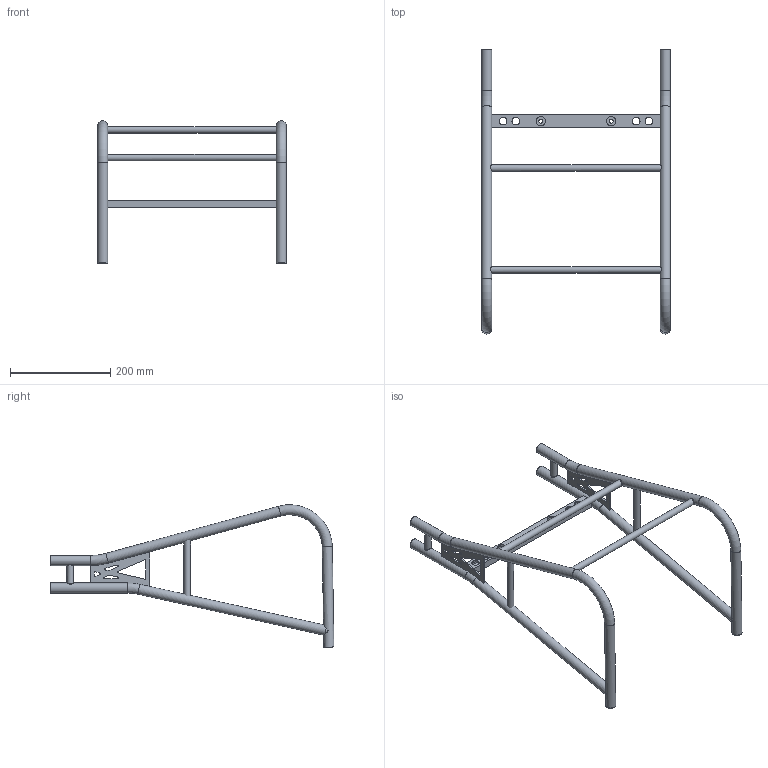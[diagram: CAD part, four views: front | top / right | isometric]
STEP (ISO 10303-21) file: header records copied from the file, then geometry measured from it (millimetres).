
FILE_DESCRIPTION(/* description */ (''),/* implementation_level */ '2;1');
FILE_NAME(/* name */ 'Bottom Main Frame.step',/* time_stamp */ '2023-10-27T10:38:43-04:00',/* author */ (''),/* organization */ (''),/* preprocessor_version */ 'ST-DEVELOPER v20',/* originating_system */ 'Autodesk Translation Framework v12.14.0.127',/* authorisation */ '');
FILE_SCHEMA (('AUTOMOTIVE_DESIGN { 1 0 10303 214 3 1 1 }'));
Length unit declared in the file: millimetre
Products named in the file (13): Bottom Main Frame; Lower Suport tube 2; Upper Suport tube; Lower center mount; Side suport tub; Side support tube (2); Side suport tub (1); Side support tube (2) (1); side tube main (1); side tube main (1) (1); Suport plate (1); Suport plate (1) (1); Back Leg Suport
Assembly tree (12 placements, depth 4):
  Bottom Main Frame
    Lower Suport tube 2
    Upper Suport tube
    Lower center mount
    Side suport tub
      Side support tube (2)
      Side suport tub (1)
        Side support tube (2) (1)
    side tube main (1)
      side tube main (1) (1)
    Suport plate (1)
      Suport plate (1) (1)
    Back Leg Suport
Bounding box: 375.6 x 565.31 x 283.34 mm (x, y, z)
Volume: 376252 mm3; surface area: 452864.2 mm2
Topology: 13 solids, 13 shells, 160 faces, 417 edges, 281 vertices
Faces by surface type: cylinder 86, plane 62, torus 12
Full cylindrical faces by diameter (mm): 8 x2, 10 x6, 13 x6, 15 x8, 17 x10, 19 x2, 20 x10
Entity records: 6092 total; most frequent: CARTESIAN_POINT 1550, DIRECTION 946, ORIENTED_EDGE 834, EDGE_CURVE 417, AXIS2_PLACEMENT_3D 375, VERTEX_POINT 281, EDGE_LOOP 220, LINE 196
